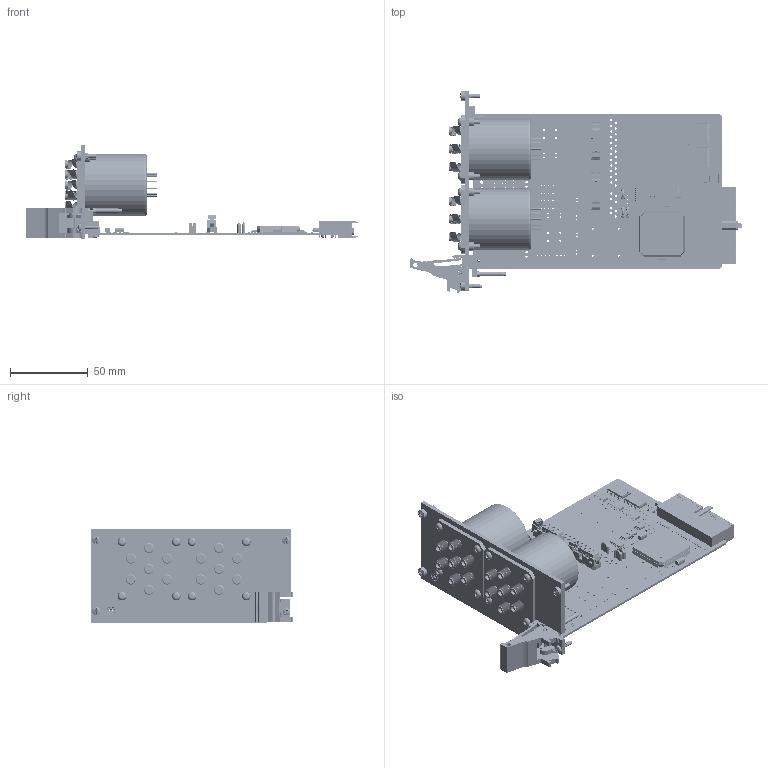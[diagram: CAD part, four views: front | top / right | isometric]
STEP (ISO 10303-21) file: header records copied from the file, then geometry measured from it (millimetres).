
FILE_DESCRIPTION (( 'STEP AP214' ), '1' );
FILE_NAME ('40-785A-542 PXI Dual 6CH uWave SMA MUX.STEP', '2013-09-10T13:11:47', ( 'admin' ), ( '' ), 'SwSTEP 2.0', 'SolidWorks 2012', '' );
FILE_SCHEMA (( 'AUTOMOTIVE_DESIGN' ));
Length unit declared in the file: millimetre
Products named in the file (1): 40-785A-542 PXI Dual 6CH uWave SMA MUX
Bounding box: 214.01 x 129.87 x 60 mm (x, y, z)
Surface area: 92885.1 mm2 (no closed solid volume)
Topology: 0 solids, 757 shells, 3922 faces, 17865 edges, 14303 vertices
Faces by surface type: plane 2958, cylinder 798, bspline 77, torus 47, cone 35, sphere 7
Full cylindrical faces by diameter (mm): 0.278 x2, 0.5 x1, 0.6 x110, 0.75 x45, 0.8 x18, 0.9 x15, 0.92 x4, 0.98 x1, 0.996 x7, 1 x34, 1.2 x8, 1.3 x8, 1.496 x1, 1.5 x59, 1.519 x2, 1.565 x2, 2 x7, 2.05 x1, 2.3 x2, 2.497 x1, 2.5 x5, 2.6 x1, 2.7 x1, 2.8 x1, 3 x3, 3.1 x6, 3.6 x14, 4.7 x1, 5 x4, 5.3 x31
Entity records: 245256 total; most frequent: CARTESIAN_POINT 66341, DIRECTION 26723, ORIENTED_EDGE 22737, EDGE_CURVE 17250, VERTEX_POINT 14154, VECTOR 12167, LINE 12167, AXIS2_PLACEMENT_3D 7278
